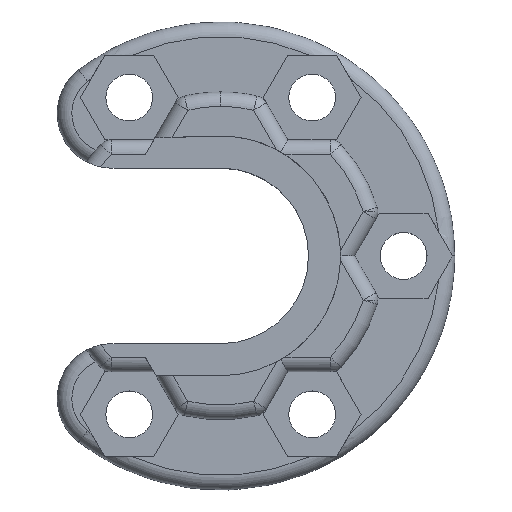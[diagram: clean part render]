
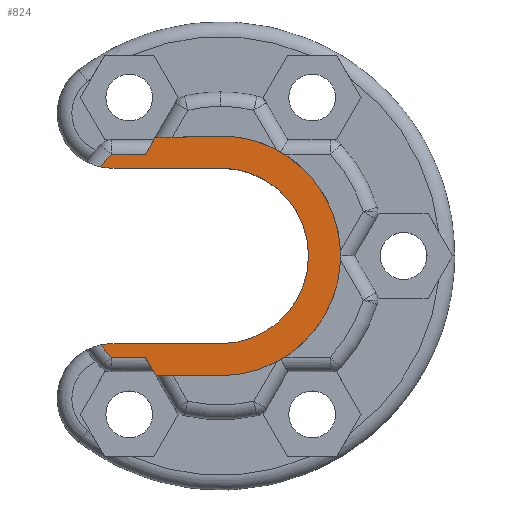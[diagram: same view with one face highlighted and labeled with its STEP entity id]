
A CAD part, top view. The second image highlights one B-rep face of the part: STEP entity #824.
In plain terms, the highlighted planar face has unit normal (0, 0, 1).
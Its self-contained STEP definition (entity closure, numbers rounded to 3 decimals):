
#7 = VERTEX_POINT ( 'NONE', #181 ) ;
#44 = VECTOR ( 'NONE', #3345, 1000. ) ;
#65 = EDGE_CURVE ( 'NONE', #7, #1099, #2137, .T. ) ;
#74 = LINE ( 'NONE', #465, #3083 ) ;
#80 = CARTESIAN_POINT ( 'NONE',  ( -5.589, 6., 6. ) ) ;
#124 = ORIENTED_EDGE ( 'NONE', *, *, #2710, .F. ) ;
#145 = DIRECTION ( 'NONE',  ( 0.5, 0.866, 0. ) ) ;
#167 = AXIS2_PLACEMENT_3D ( 'NONE', #1998, #878, #2339 ) ;
#181 = CARTESIAN_POINT ( 'NONE',  ( 0., -8.2, 6. ) ) ;
#326 = DIRECTION ( 'NONE',  ( 0., 0., 1. ) ) ;
#352 = CARTESIAN_POINT ( 'NONE',  ( 0., 0., 6. ) ) ;
#388 = CARTESIAN_POINT ( 'NONE',  ( 0., -6., 6. ) ) ;
#465 = CARTESIAN_POINT ( 'NONE',  ( -0.255, 8.192, 6. ) ) ;
#486 = VECTOR ( 'NONE', #2043, 1000. ) ;
#521 = ORIENTED_EDGE ( 'NONE', *, *, #1780, .F. ) ;
#522 = ORIENTED_EDGE ( 'NONE', *, *, #3776, .F. ) ;
#529 = CARTESIAN_POINT ( 'NONE',  ( -7.43, -6., 6. ) ) ;
#614 = PLANE ( 'NONE',  #3048 ) ;
#621 = EDGE_CURVE ( 'NONE', #889, #2547, #1820, .T. ) ;
#645 = AXIS2_PLACEMENT_3D ( 'NONE', #2731, #1305, #2128 ) ;
#652 = VERTEX_POINT ( 'NONE', #3783 ) ;
#657 = LINE ( 'NONE', #2930, #486 ) ;
#680 = LINE ( 'NONE', #3326, #1000 ) ;
#725 = DIRECTION ( 'NONE',  ( 0., 0., -1. ) ) ;
#785 = EDGE_CURVE ( 'NONE', #799, #889, #1048, .T. ) ;
#799 = VERTEX_POINT ( 'NONE', #926 ) ;
#824 = ADVANCED_FACE ( 'NONE', ( #3464 ), #614, .F. ) ;
#837 = EDGE_CURVE ( 'NONE', #2527, #1614, #2509, .T. ) ;
#849 = CARTESIAN_POINT ( 'NONE',  ( -0.509, 8.184, 6. ) ) ;
#878 = DIRECTION ( 'NONE',  ( 0., 0., 1. ) ) ;
#889 = VERTEX_POINT ( 'NONE', #2699 ) ;
#926 = CARTESIAN_POINT ( 'NONE',  ( -5.153, 6.925, 6. ) ) ;
#927 = VECTOR ( 'NONE', #2123, 1000. ) ;
#948 = VERTEX_POINT ( 'NONE', #1856 ) ;
#949 = DIRECTION ( 'NONE',  ( 1., 0., 0. ) ) ;
#966 = AXIS2_PLACEMENT_3D ( 'NONE', #3547, #326, #949 ) ;
#1000 = VECTOR ( 'NONE', #145, 1000. ) ;
#1026 = ORIENTED_EDGE ( 'NONE', *, *, #3660, .T. ) ;
#1048 = LINE ( 'NONE', #1221, #3269 ) ;
#1099 = VERTEX_POINT ( 'NONE', #3093 ) ;
#1221 = CARTESIAN_POINT ( 'NONE',  ( -7.914, 6.925, 6. ) ) ;
#1295 = VERTEX_POINT ( 'NONE', #1412 ) ;
#1305 = DIRECTION ( 'NONE',  ( 0., 0., 1. ) ) ;
#1309 = AXIS2_PLACEMENT_3D ( 'NONE', #352, #2078, #1813 ) ;
#1351 = CARTESIAN_POINT ( 'NONE',  ( -7.43, 9.745, 6. ) ) ;
#1412 = CARTESIAN_POINT ( 'NONE',  ( 0., 6., 6. ) ) ;
#1516 = VERTEX_POINT ( 'NONE', #3193 ) ;
#1581 = ORIENTED_EDGE ( 'NONE', *, *, #2023, .T. ) ;
#1600 = CARTESIAN_POINT ( 'NONE',  ( 0., 0., 6. ) ) ;
#1614 = VERTEX_POINT ( 'NONE', #3211 ) ;
#1644 = CARTESIAN_POINT ( 'NONE',  ( -4.576, -6.925, 6. ) ) ;
#1655 = VECTOR ( 'NONE', #3682, 1000. ) ;
#1680 = CARTESIAN_POINT ( 'NONE',  ( -8.191, 6.078, 6. ) ) ;
#1739 = ORIENTED_EDGE ( 'NONE', *, *, #3260, .T. ) ;
#1758 = ORIENTED_EDGE ( 'NONE', *, *, #2020, .F. ) ;
#1769 = DIRECTION ( 'NONE',  ( -1., 0., 0. ) ) ;
#1780 = EDGE_CURVE ( 'NONE', #799, #3731, #680, .T. ) ;
#1791 = CARTESIAN_POINT ( 'NONE',  ( -4.498, 8.06, 6. ) ) ;
#1794 = ORIENTED_EDGE ( 'NONE', *, *, #837, .F. ) ;
#1813 = DIRECTION ( 'NONE',  ( 0., 1., 0. ) ) ;
#1820 = CIRCLE ( 'NONE', #167, 10.2 ) ;
#1837 = ORIENTED_EDGE ( 'NONE', *, *, #785, .T. ) ;
#1856 = CARTESIAN_POINT ( 'NONE',  ( -5.153, -6.925, 6. ) ) ;
#1902 = EDGE_CURVE ( 'NONE', #2547, #1516, #3504, .T. ) ;
#1922 = ORIENTED_EDGE ( 'NONE', *, *, #621, .T. ) ;
#1923 = CIRCLE ( 'NONE', #966, 3.745 ) ;
#1929 = LINE ( 'NONE', #80, #927 ) ;
#1998 = CARTESIAN_POINT ( 'NONE',  ( 0., 0., 6. ) ) ;
#2020 = EDGE_CURVE ( 'NONE', #3516, #7, #2779, .T. ) ;
#2023 = EDGE_CURVE ( 'NONE', #3516, #3731, #74, .T. ) ;
#2043 = DIRECTION ( 'NONE',  ( -0.5, 0.866, 0. ) ) ;
#2078 = DIRECTION ( 'NONE',  ( 0., 0., 1. ) ) ;
#2107 = ORIENTED_EDGE ( 'NONE', *, *, #65, .F. ) ;
#2123 = DIRECTION ( 'NONE',  ( -1., 0., 0. ) ) ;
#2128 = DIRECTION ( 'NONE',  ( 0., 1., 0. ) ) ;
#2137 = LINE ( 'NONE', #3623, #44 ) ;
#2200 = EDGE_LOOP ( 'NONE', ( #1026, #2841, #1739, #124, #2107, #1758, #1581, #521, #1837, #1922, #3690, #3604, #522, #1794 ) ) ;
#2226 = AXIS2_PLACEMENT_3D ( 'NONE', #1351, #3383, #2499 ) ;
#2339 = DIRECTION ( 'NONE',  ( 0., 1., 0. ) ) ;
#2420 = LINE ( 'NONE', #1644, #1655 ) ;
#2492 = DIRECTION ( 'NONE',  ( -1., -0.031, 0. ) ) ;
#2499 = DIRECTION ( 'NONE',  ( 1., 0., 0. ) ) ;
#2502 = CARTESIAN_POINT ( 'NONE',  ( -8.191, -6.078, 6. ) ) ;
#2509 = LINE ( 'NONE', #388, #3185 ) ;
#2513 = CIRCLE ( 'NONE', #645, 6. ) ;
#2527 = VERTEX_POINT ( 'NONE', #529 ) ;
#2547 = VERTEX_POINT ( 'NONE', #1680 ) ;
#2699 = CARTESIAN_POINT ( 'NONE',  ( -7.489, 6.925, 6. ) ) ;
#2710 = EDGE_CURVE ( 'NONE', #1099, #948, #657, .T. ) ;
#2716 = DIRECTION ( 'NONE',  ( 0.844, -0.536, 0. ) ) ;
#2731 = CARTESIAN_POINT ( 'NONE',  ( 0., 0., 6. ) ) ;
#2779 = CIRCLE ( 'NONE', #3080, 8.2 ) ;
#2841 = ORIENTED_EDGE ( 'NONE', *, *, #3661, .T. ) ;
#2880 = CIRCLE ( 'NONE', #1309, 10.2 ) ;
#2930 = CARTESIAN_POINT ( 'NONE',  ( -5.473, -6.371, 6. ) ) ;
#3025 = CARTESIAN_POINT ( 'NONE',  ( -3.214, -5.067, 6. ) ) ;
#3048 = AXIS2_PLACEMENT_3D ( 'NONE', #3025, #3586, #2716 ) ;
#3080 = AXIS2_PLACEMENT_3D ( 'NONE', #1600, #725, #3652 ) ;
#3083 = VECTOR ( 'NONE', #2492, 1000. ) ;
#3093 = CARTESIAN_POINT ( 'NONE',  ( -4.417, -8.2, 6. ) ) ;
#3143 = EDGE_CURVE ( 'NONE', #1295, #1516, #1929, .T. ) ;
#3185 = VECTOR ( 'NONE', #3273, 1000. ) ;
#3193 = CARTESIAN_POINT ( 'NONE',  ( -7.43, 6., 6. ) ) ;
#3210 = VERTEX_POINT ( 'NONE', #2502 ) ;
#3211 = CARTESIAN_POINT ( 'NONE',  ( 0., -6., 6. ) ) ;
#3260 = EDGE_CURVE ( 'NONE', #652, #948, #2420, .T. ) ;
#3269 = VECTOR ( 'NONE', #1769, 1000. ) ;
#3273 = DIRECTION ( 'NONE',  ( 1., 0., 0. ) ) ;
#3326 = CARTESIAN_POINT ( 'NONE',  ( -9.861, -1.229, 6. ) ) ;
#3345 = DIRECTION ( 'NONE',  ( -1., 0., 0. ) ) ;
#3383 = DIRECTION ( 'NONE',  ( 0., 0., 1. ) ) ;
#3464 = FACE_OUTER_BOUND ( 'NONE', #2200, .T. ) ;
#3504 = CIRCLE ( 'NONE', #2226, 3.745 ) ;
#3516 = VERTEX_POINT ( 'NONE', #849 ) ;
#3547 = CARTESIAN_POINT ( 'NONE',  ( -7.43, -9.745, 6. ) ) ;
#3586 = DIRECTION ( 'NONE',  ( 0., 0., -1. ) ) ;
#3604 = ORIENTED_EDGE ( 'NONE', *, *, #3143, .F. ) ;
#3623 = CARTESIAN_POINT ( 'NONE',  ( 0., -8.2, 6. ) ) ;
#3652 = DIRECTION ( 'NONE',  ( 0., 1., 0. ) ) ;
#3660 = EDGE_CURVE ( 'NONE', #2527, #3210, #1923, .T. ) ;
#3661 = EDGE_CURVE ( 'NONE', #3210, #652, #2880, .T. ) ;
#3682 = DIRECTION ( 'NONE',  ( 1., 0., 0. ) ) ;
#3690 = ORIENTED_EDGE ( 'NONE', *, *, #1902, .T. ) ;
#3731 = VERTEX_POINT ( 'NONE', #1791 ) ;
#3776 = EDGE_CURVE ( 'NONE', #1614, #1295, #2513, .T. ) ;
#3783 = CARTESIAN_POINT ( 'NONE',  ( -7.489, -6.925, 6. ) ) ;
